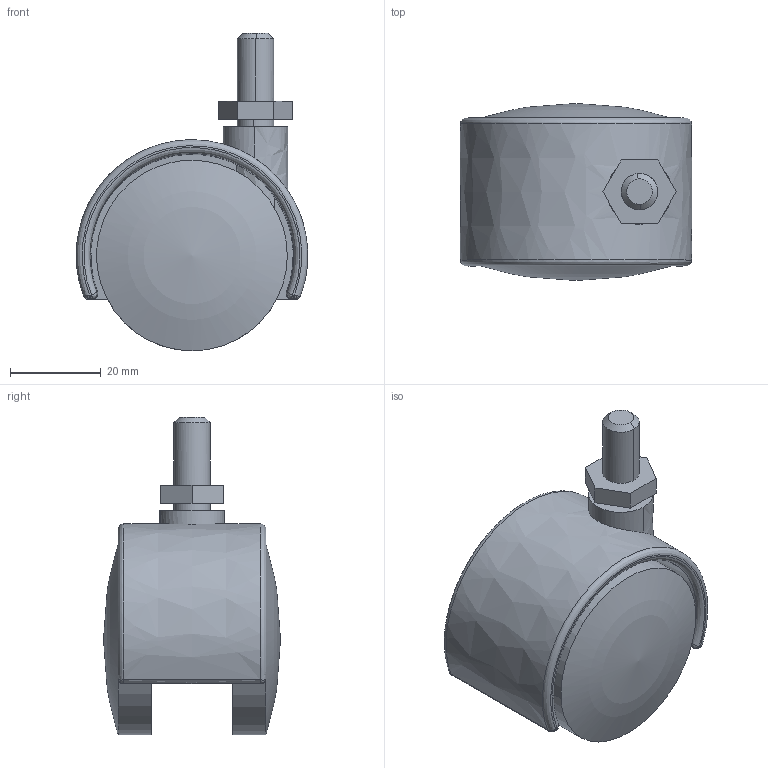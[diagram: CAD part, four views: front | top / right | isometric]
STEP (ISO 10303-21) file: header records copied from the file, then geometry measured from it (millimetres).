
FILE_DESCRIPTION((''),'2;1');
FILE_NAME('','2005-12-16T13:21:21',(''),(''),'','CADfix','');
FILE_SCHEMA(('AUTOMOTIVE_DESIGN'));
Length unit declared in the file: millimetre
Products named in the file (4): wheel; main shaft; body; TK40N8_4232_36
Assembly tree (4 placements, depth 2):
  TK40N8_4232_36
    wheel  x2
    main shaft
    body
Bounding box: 51 x 39 x 70 mm (x, y, z)
Volume: 39151.4 mm3; surface area: 21380.5 mm2
Topology: 4 solids, 4 shells, 102 faces, 290 edges, 202 vertices
Faces by surface type: bspline 102
Entity records: 4292 total; most frequent: CARTESIAN_POINT 2850, ORIENTED_EDGE 484, EDGE_CURVE 242, VERTEX_POINT 170, EDGE_LOOP 100, FACE_OUTER_BOUND 89, ADVANCED_FACE 89, QUASI_UNIFORM_CURVE 77
